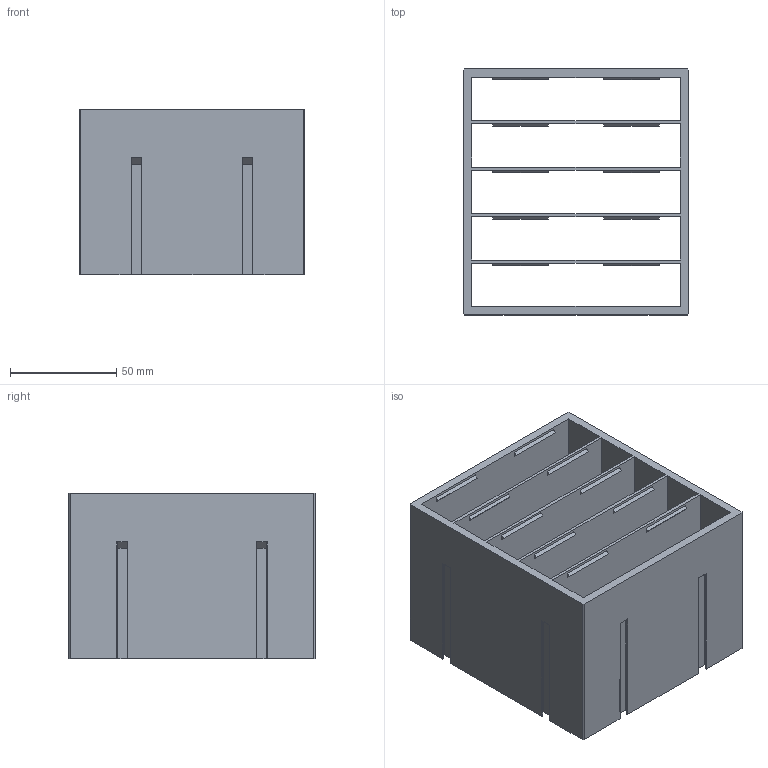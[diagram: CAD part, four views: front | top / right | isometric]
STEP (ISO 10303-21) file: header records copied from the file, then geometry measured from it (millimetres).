
FILE_DESCRIPTION(/* description */ (''),/* implementation_level */ '2;1');
FILE_NAME(/* name */ 'Element_003.step',/* time_stamp */ '2022-07-06T09:14:43+02:00',/* author */ (''),/* organization */ (''),/* preprocessor_version */ 'ST-DEVELOPER v19',/* originating_system */ 'Autodesk Translation Framework v11.7.0.108',/* authorisation */ '');
FILE_SCHEMA (('AUTOMOTIVE_DESIGN { 1 0 10303 214 3 1 1 }'));
Length unit declared in the file: millimetre
Products named in the file (1): FusionComponent
Bounding box: 106.2 x 115.8 x 78 mm (x, y, z)
Volume: 169356.5 mm3; surface area: 136820.6 mm2
Topology: 1 solids, 1 shells, 134 faces, 366 edges, 244 vertices
Faces by surface type: plane 134
Entity records: 4203 total; most frequent: CARTESIAN_POINT 745, ORIENTED_EDGE 732, DIRECTION 636, LINE 366, VECTOR 366, EDGE_CURVE 366, VERTEX_POINT 244, EDGE_LOOP 154
